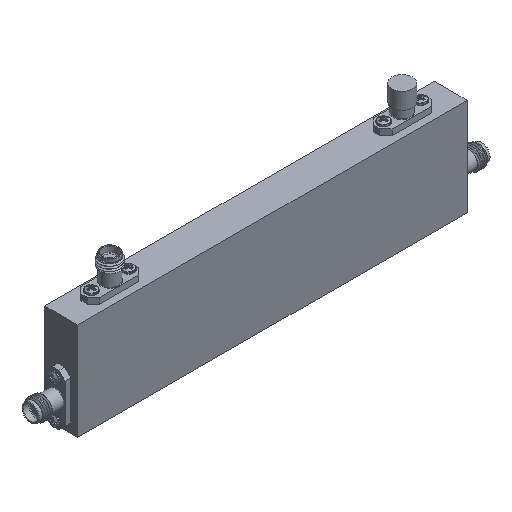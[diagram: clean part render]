
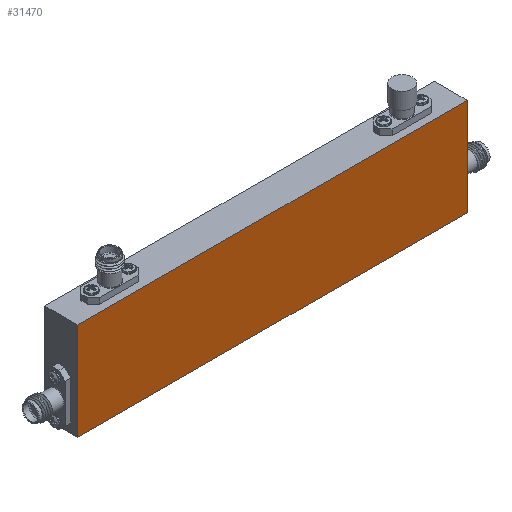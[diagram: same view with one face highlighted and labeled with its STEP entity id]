
A CAD part, isometric view. The second image highlights one B-rep face of the part: STEP entity #31470.
In plain terms, the highlighted planar face has unit normal (0, -1, 0).
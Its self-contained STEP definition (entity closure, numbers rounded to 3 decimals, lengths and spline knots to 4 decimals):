
#244 = ORIENTED_EDGE ( 'NONE', *, *, #33525, .F. ) ;
#269 = CARTESIAN_POINT ( 'NONE',  ( -2.3622, -0.2, -0.5906 ) ) ;
#942 = VERTEX_POINT ( 'NONE', #9766 ) ;
#2225 = VERTEX_POINT ( 'NONE', #18987 ) ;
#5807 = VECTOR ( 'NONE', #24310, 39.3701 ) ;
#6169 = DIRECTION ( 'NONE',  ( 1., 0., 0. ) ) ;
#7062 = CARTESIAN_POINT ( 'NONE',  ( 0., -0.2, 0. ) ) ;
#9766 = CARTESIAN_POINT ( 'NONE',  ( -2.3622, -0.2, -0.5906 ) ) ;
#9874 = DIRECTION ( 'NONE',  ( 0., 0., -1. ) ) ;
#9941 = ORIENTED_EDGE ( 'NONE', *, *, #34379, .F. ) ;
#10633 = DIRECTION ( 'NONE',  ( 0., -1., 0. ) ) ;
#11002 = EDGE_CURVE ( 'NONE', #942, #21150, #25504, .T. ) ;
#14069 = CARTESIAN_POINT ( 'NONE',  ( 2.3622, -0.2, -0.5906 ) ) ;
#14880 = VECTOR ( 'NONE', #25103, 39.3701 ) ;
#18342 = LINE ( 'NONE', #269, #5807 ) ;
#18987 = CARTESIAN_POINT ( 'NONE',  ( 2.3622, -0.2, 0.5906 ) ) ;
#19164 = DIRECTION ( 'NONE',  ( 0., 0., -1. ) ) ;
#21150 = VERTEX_POINT ( 'NONE', #26382 ) ;
#21867 = CARTESIAN_POINT ( 'NONE',  ( -2.3622, -0.2, 0.5906 ) ) ;
#23347 = ORIENTED_EDGE ( 'NONE', *, *, #11002, .F. ) ;
#24310 = DIRECTION ( 'NONE',  ( -1., 0., 0. ) ) ;
#25103 = DIRECTION ( 'NONE',  ( 0., 0., 1. ) ) ;
#25208 = EDGE_CURVE ( 'NONE', #36637, #942, #18342, .T. ) ;
#25504 = LINE ( 'NONE', #28280, #14880 ) ;
#26382 = CARTESIAN_POINT ( 'NONE',  ( -2.3622, -0.2, 0.5906 ) ) ;
#26614 = EDGE_LOOP ( 'NONE', ( #244, #9941, #23347, #27021 ) ) ;
#27021 = ORIENTED_EDGE ( 'NONE', *, *, #25208, .F. ) ;
#27410 = LINE ( 'NONE', #21867, #33241 ) ;
#28150 = LINE ( 'NONE', #38212, #28155 ) ;
#28155 = VECTOR ( 'NONE', #9874, 39.3701 ) ;
#28280 = CARTESIAN_POINT ( 'NONE',  ( -2.3622, -0.2, 0.5906 ) ) ;
#28705 = FACE_OUTER_BOUND ( 'NONE', #26614, .T. ) ;
#28901 = PLANE ( 'NONE',  #37055 ) ;
#31470 = ADVANCED_FACE ( 'NONE', ( #28705 ), #28901, .T. ) ;
#33241 = VECTOR ( 'NONE', #6169, 39.3701 ) ;
#33525 = EDGE_CURVE ( 'NONE', #2225, #36637, #28150, .T. ) ;
#34379 = EDGE_CURVE ( 'NONE', #21150, #2225, #27410, .T. ) ;
#36637 = VERTEX_POINT ( 'NONE', #14069 ) ;
#37055 = AXIS2_PLACEMENT_3D ( 'NONE', #7062, #10633, #19164 ) ;
#38212 = CARTESIAN_POINT ( 'NONE',  ( 2.3622, -0.2, 0.5906 ) ) ;
